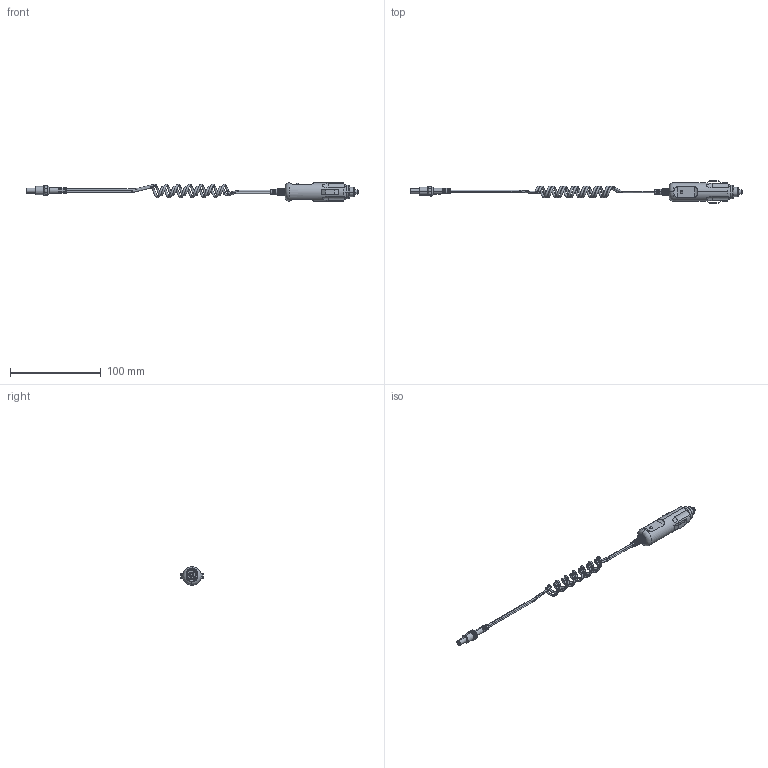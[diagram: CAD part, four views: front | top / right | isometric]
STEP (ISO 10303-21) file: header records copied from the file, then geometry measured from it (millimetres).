
FILE_DESCRIPTION (( 'STEP AP214' ), '1' );
FILE_NAME ('ZA5074-2.5 part.STEP', '2020-02-12T16:46:20', ( '' ), ( '' ), 'SwSTEP 2.0', 'SolidWorks 2017', '' );
FILE_SCHEMA (( 'AUTOMOTIVE_DESIGN' ));
Length unit declared in the file: millimetre
Products named in the file (1): ZA5074-2.5 part
Bounding box: 366.5 x 24.6 x 20.07 mm (x, y, z)
Volume: 25451.2 mm3; surface area: 12632.3 mm2
Topology: 12 solids, 12 shells, 339 faces, 815 edges, 529 vertices
Faces by surface type: plane 176, cylinder 78, torus 42, cone 29, bspline 12, sphere 2
Entity records: 19973 total; most frequent: CARTESIAN_POINT 7946, DIRECTION 1821, ORIENTED_EDGE 1622, EDGE_CURVE 811, AXIS2_PLACEMENT_3D 710, VERTEX_POINT 527, VECTOR 401, LINE 401
